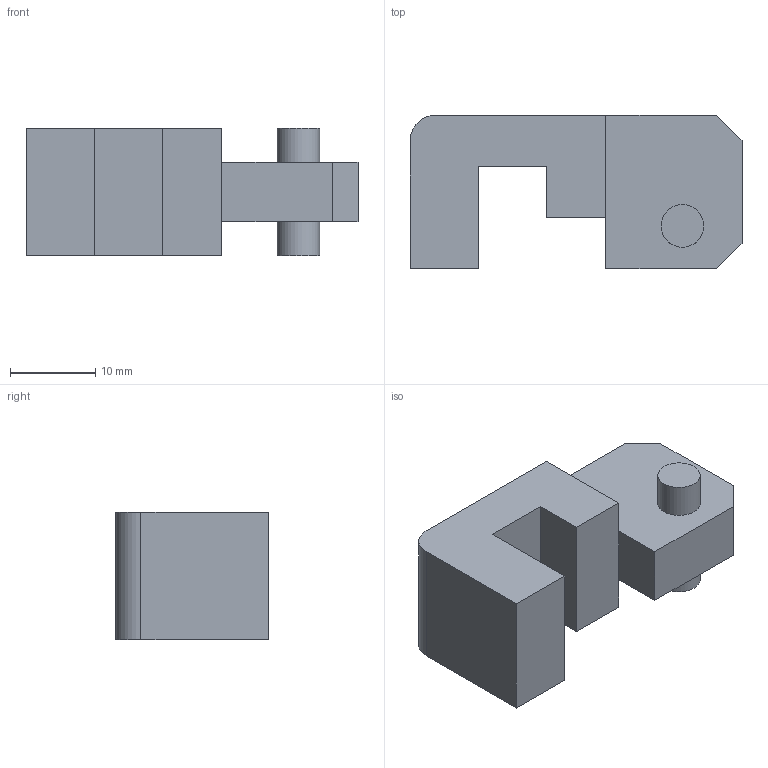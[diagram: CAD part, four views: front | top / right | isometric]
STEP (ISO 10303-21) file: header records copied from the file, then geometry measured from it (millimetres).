
FILE_DESCRIPTION(/* description */ (''),/* implementation_level */ '2;1');
FILE_NAME(/* name */ '14-1.stp',/* time_stamp */ '2021-09-12T11:53:30+09:00',/* author */ ('서울공업고등학교'),/* organization */ (''),/* preprocessor_version */ 'ST-DEVELOPER v18.1',/* originating_system */ 'Autodesk Inventor 2022',/* authorisation */ '');
FILE_SCHEMA (('AUTOMOTIVE_DESIGN { 1 0 10303 214 3 1 1 }'));
Length unit declared in the file: millimetre
Products named in the file (1): 14-1
Bounding box: 39 x 18 x 15 mm (x, y, z)
Volume: 6164.4 mm3; surface area: 3104.8 mm2
Topology: 1 solids, 1 shells, 162 faces, 430 edges, 286 vertices
Faces by surface type: plane 101, bspline 58, cylinder 3
Full cylindrical faces by diameter (mm): 5 x2
Entity records: 5313 total; most frequent: CARTESIAN_POINT 1633, ORIENTED_EDGE 860, DIRECTION 530, EDGE_CURVE 430, LINE 308, VECTOR 308, VERTEX_POINT 286, EDGE_LOOP 178
